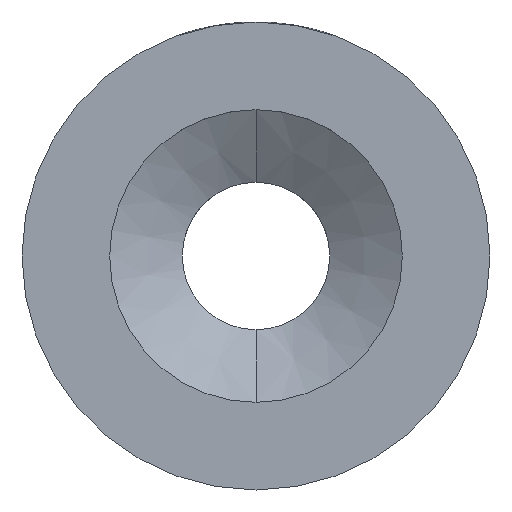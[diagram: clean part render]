
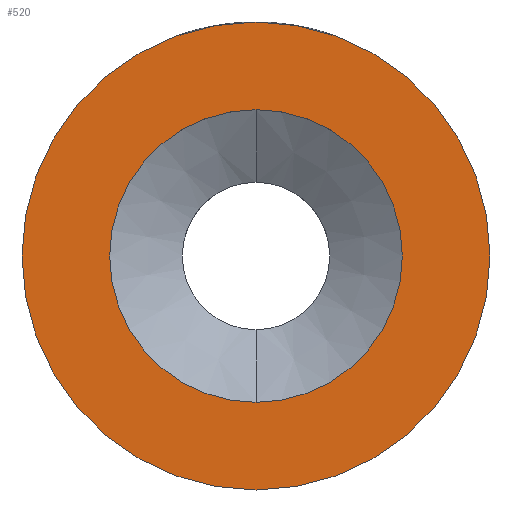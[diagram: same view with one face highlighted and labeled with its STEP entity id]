
A CAD part, front view. The second image highlights one B-rep face of the part: STEP entity #520.
In plain terms, the highlighted planar face has unit normal (0, -1, 0).
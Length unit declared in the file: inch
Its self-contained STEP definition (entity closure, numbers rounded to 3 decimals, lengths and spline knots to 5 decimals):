
#12 = DIRECTION ( 'NONE',  ( 0., 0., -1. ) ) ;
#16 = CARTESIAN_POINT ( 'NONE',  ( 0., 0., 0. ) ) ;
#49 = CARTESIAN_POINT ( 'NONE',  ( 0., 0., -0.15625 ) ) ;
#59 = CIRCLE ( 'NONE', #370, 0.24985 ) ;
#62 = VERTEX_POINT ( 'NONE', #740 ) ;
#67 = DIRECTION ( 'NONE',  ( 0., 1., 0. ) ) ;
#111 = AXIS2_PLACEMENT_3D ( 'NONE', #16, #167, #12 ) ;
#136 = CIRCLE ( 'NONE', #111, 0.15625 ) ;
#167 = DIRECTION ( 'NONE',  ( 0., -1., 0. ) ) ;
#201 = FACE_OUTER_BOUND ( 'NONE', #485, .T. ) ;
#210 = FACE_BOUND ( 'NONE', #466, .T. ) ;
#229 = DIRECTION ( 'NONE',  ( 0., 0., 1. ) ) ;
#232 = CIRCLE ( 'NONE', #290, 0.15625 ) ;
#239 = AXIS2_PLACEMENT_3D ( 'NONE', #759, #691, #722 ) ;
#265 = CIRCLE ( 'NONE', #321, 0.24985 ) ;
#290 = AXIS2_PLACEMENT_3D ( 'NONE', #630, #632, #509 ) ;
#316 = CARTESIAN_POINT ( 'NONE',  ( 0., 0., 0.24985 ) ) ;
#319 = ORIENTED_EDGE ( 'NONE', *, *, #865, .F. ) ;
#321 = AXIS2_PLACEMENT_3D ( 'NONE', #799, #803, #807 ) ;
#340 = ORIENTED_EDGE ( 'NONE', *, *, #492, .F. ) ;
#370 = AXIS2_PLACEMENT_3D ( 'NONE', #835, #67, #229 ) ;
#410 = EDGE_CURVE ( 'NONE', #727, #497, #59, .T. ) ;
#435 = EDGE_CURVE ( 'NONE', #497, #727, #265, .T. ) ;
#466 = EDGE_LOOP ( 'NONE', ( #319, #340 ) ) ;
#485 = EDGE_LOOP ( 'NONE', ( #665, #523 ) ) ;
#492 = EDGE_CURVE ( 'NONE', #62, #863, #232, .T. ) ;
#497 = VERTEX_POINT ( 'NONE', #649 ) ;
#509 = DIRECTION ( 'NONE',  ( 0., 0., -1. ) ) ;
#520 = ADVANCED_FACE ( 'NONE', ( #210, #201 ), #598, .F. ) ;
#523 = ORIENTED_EDGE ( 'NONE', *, *, #410, .F. ) ;
#598 = PLANE ( 'NONE',  #239 ) ;
#630 = CARTESIAN_POINT ( 'NONE',  ( 0., 0., 0. ) ) ;
#632 = DIRECTION ( 'NONE',  ( 0., -1., 0. ) ) ;
#649 = CARTESIAN_POINT ( 'NONE',  ( 0., 0., -0.24985 ) ) ;
#665 = ORIENTED_EDGE ( 'NONE', *, *, #435, .F. ) ;
#691 = DIRECTION ( 'NONE',  ( 0., 1., 0. ) ) ;
#722 = DIRECTION ( 'NONE',  ( 0., 0., 1. ) ) ;
#727 = VERTEX_POINT ( 'NONE', #316 ) ;
#740 = CARTESIAN_POINT ( 'NONE',  ( 0., 0., 0.15625 ) ) ;
#759 = CARTESIAN_POINT ( 'NONE',  ( 0., 0., 0. ) ) ;
#799 = CARTESIAN_POINT ( 'NONE',  ( 0., 0., 0. ) ) ;
#803 = DIRECTION ( 'NONE',  ( 0., 1., 0. ) ) ;
#807 = DIRECTION ( 'NONE',  ( 0., 0., 1. ) ) ;
#835 = CARTESIAN_POINT ( 'NONE',  ( 0., 0., 0. ) ) ;
#863 = VERTEX_POINT ( 'NONE', #49 ) ;
#865 = EDGE_CURVE ( 'NONE', #863, #62, #136, .T. ) ;
